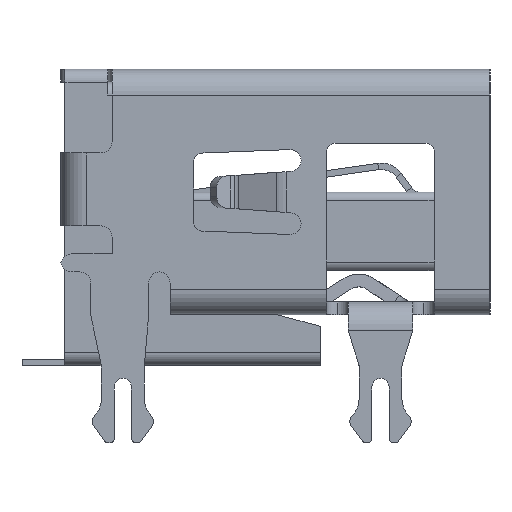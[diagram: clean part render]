
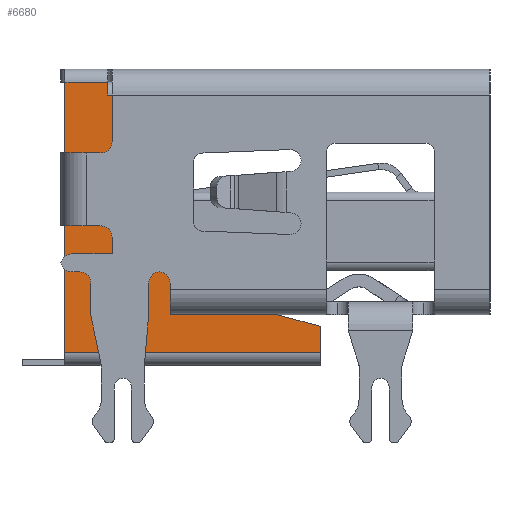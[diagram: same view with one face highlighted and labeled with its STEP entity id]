
A CAD part, left-side view. The second image highlights one B-rep face of the part: STEP entity #6680.
In plain terms, the highlighted planar face has unit normal (-1, 0, 0).
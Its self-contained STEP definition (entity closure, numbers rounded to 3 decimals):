
#25 = VECTOR ( 'NONE', #7928, 1000. ) ;
#820 = ORIENTED_EDGE ( 'NONE', *, *, #29426, .F. ) ;
#1848 = VERTEX_POINT ( 'NONE', #20545 ) ;
#2091 = EDGE_CURVE ( 'NONE', #37451, #18782, #27606, .T. ) ;
#2545 = VECTOR ( 'NONE', #30757, 1000. ) ;
#2740 = CARTESIAN_POINT ( 'NONE',  ( -6.25, -16.685, 6.3 ) ) ;
#3519 = CARTESIAN_POINT ( 'NONE',  ( -6.25, -0.1, 0.3 ) ) ;
#4117 = DIRECTION ( 'NONE',  ( -1., 0., 0. ) ) ;
#4348 = CARTESIAN_POINT ( 'NONE',  ( -6.25, -14.626, -1.386 ) ) ;
#4448 = LINE ( 'NONE', #10366, #27483 ) ;
#4910 = VERTEX_POINT ( 'NONE', #33923 ) ;
#5779 = VERTEX_POINT ( 'NONE', #3519 ) ;
#5955 = CARTESIAN_POINT ( 'NONE',  ( -6.25, -1.1, 6.6 ) ) ;
#6344 = ORIENTED_EDGE ( 'NONE', *, *, #21427, .T. ) ;
#6540 = CARTESIAN_POINT ( 'NONE',  ( -6.25, -0.1, 6.3 ) ) ;
#6680 = ADVANCED_FACE ( 'NONE', ( #27688 ), #36241, .T. ) ;
#7928 = DIRECTION ( 'NONE',  ( 0., 1., 0. ) ) ;
#8427 = VECTOR ( 'NONE', #14955, 1000. ) ;
#8929 = DIRECTION ( 'NONE',  ( 0., 1., 0. ) ) ;
#9846 = VECTOR ( 'NONE', #12873, 1000. ) ;
#10366 = CARTESIAN_POINT ( 'NONE',  ( -6.25, -16.685, 0.3 ) ) ;
#10550 = VECTOR ( 'NONE', #23608, 1000. ) ;
#10628 = VECTOR ( 'NONE', #8929, 1000. ) ;
#11996 = ORIENTED_EDGE ( 'NONE', *, *, #12212, .T. ) ;
#12212 = EDGE_CURVE ( 'NONE', #38082, #15832, #30642, .T. ) ;
#12416 = VECTOR ( 'NONE', #31232, 1000. ) ;
#12873 = DIRECTION ( 'NONE',  ( 0., 0., 1. ) ) ;
#13297 = CARTESIAN_POINT ( 'NONE',  ( -6.25, -1.1, 6.3 ) ) ;
#13816 = EDGE_CURVE ( 'NONE', #31257, #5779, #4448, .T. ) ;
#14445 = LINE ( 'NONE', #2740, #25 ) ;
#14955 = DIRECTION ( 'NONE',  ( 0., 0., 1. ) ) ;
#15015 = EDGE_CURVE ( 'NONE', #4910, #31257, #32704, .T. ) ;
#15140 = ORIENTED_EDGE ( 'NONE', *, *, #13816, .F. ) ;
#15275 = EDGE_LOOP ( 'NONE', ( #25163, #16540, #24834, #11996, #26253, #18109, #6344, #820, #15140 ) ) ;
#15832 = VERTEX_POINT ( 'NONE', #27738 ) ;
#16315 = DIRECTION ( 'NONE',  ( 0., 1., 0. ) ) ;
#16380 = DIRECTION ( 'NONE',  ( 0., 0., 1. ) ) ;
#16418 = DIRECTION ( 'NONE',  ( 0., 0.966, 0.259 ) ) ;
#16540 = ORIENTED_EDGE ( 'NONE', *, *, #38581, .T. ) ;
#17294 = CARTESIAN_POINT ( 'NONE',  ( -6.25, -2.55, 1.18 ) ) ;
#17648 = LINE ( 'NONE', #29744, #10628 ) ;
#17721 = VERTEX_POINT ( 'NONE', #29139 ) ;
#18109 = ORIENTED_EDGE ( 'NONE', *, *, #2091, .T. ) ;
#18782 = VERTEX_POINT ( 'NONE', #5955 ) ;
#20545 = CARTESIAN_POINT ( 'NONE',  ( -6.25, -0.1, 6.6 ) ) ;
#21427 = EDGE_CURVE ( 'NONE', #18782, #1848, #37292, .T. ) ;
#23608 = DIRECTION ( 'NONE',  ( 0., 0., -1. ) ) ;
#24834 = ORIENTED_EDGE ( 'NONE', *, *, #30021, .T. ) ;
#25163 = ORIENTED_EDGE ( 'NONE', *, *, #15015, .F. ) ;
#25311 = EDGE_CURVE ( 'NONE', #15832, #37451, #14445, .T. ) ;
#25688 = CARTESIAN_POINT ( 'NONE',  ( -6.25, -6.05, 0.3 ) ) ;
#25929 = LINE ( 'NONE', #4348, #26121 ) ;
#26121 = VECTOR ( 'NONE', #16418, 1000. ) ;
#26253 = ORIENTED_EDGE ( 'NONE', *, *, #25311, .T. ) ;
#26841 = CARTESIAN_POINT ( 'NONE',  ( -6.25, -1.1, 6.3 ) ) ;
#27483 = VECTOR ( 'NONE', #16315, 1000. ) ;
#27606 = LINE ( 'NONE', #26841, #8427 ) ;
#27649 = CARTESIAN_POINT ( 'NONE',  ( -6.25, -2.55, 6.3 ) ) ;
#27688 = FACE_OUTER_BOUND ( 'NONE', #15275, .T. ) ;
#27738 = CARTESIAN_POINT ( 'NONE',  ( -6.25, -2.55, 6.3 ) ) ;
#27926 = LINE ( 'NONE', #6540, #9846 ) ;
#29139 = CARTESIAN_POINT ( 'NONE',  ( -6.25, -5.05, 1.18 ) ) ;
#29355 = CARTESIAN_POINT ( 'NONE',  ( -6.25, -6.05, 0.3 ) ) ;
#29426 = EDGE_CURVE ( 'NONE', #5779, #1848, #27926, .T. ) ;
#29744 = CARTESIAN_POINT ( 'NONE',  ( -6.25, -6.05, 1.18 ) ) ;
#30021 = EDGE_CURVE ( 'NONE', #17721, #38082, #17648, .T. ) ;
#30642 = LINE ( 'NONE', #27649, #12416 ) ;
#30757 = DIRECTION ( 'NONE',  ( 0., 1., 0. ) ) ;
#31232 = DIRECTION ( 'NONE',  ( 0., 0., 1. ) ) ;
#31257 = VERTEX_POINT ( 'NONE', #25688 ) ;
#32704 = LINE ( 'NONE', #29355, #10550 ) ;
#33923 = CARTESIAN_POINT ( 'NONE',  ( -6.25, -6.05, 0.912 ) ) ;
#35267 = AXIS2_PLACEMENT_3D ( 'NONE', #37600, #4117, #16380 ) ;
#36241 = PLANE ( 'NONE',  #35267 ) ;
#36721 = CARTESIAN_POINT ( 'NONE',  ( -6.25, -1.1, 6.6 ) ) ;
#37292 = LINE ( 'NONE', #36721, #2545 ) ;
#37451 = VERTEX_POINT ( 'NONE', #13297 ) ;
#37600 = CARTESIAN_POINT ( 'NONE',  ( -6.25, -16.685, 6.3 ) ) ;
#38082 = VERTEX_POINT ( 'NONE', #17294 ) ;
#38581 = EDGE_CURVE ( 'NONE', #4910, #17721, #25929, .T. ) ;
